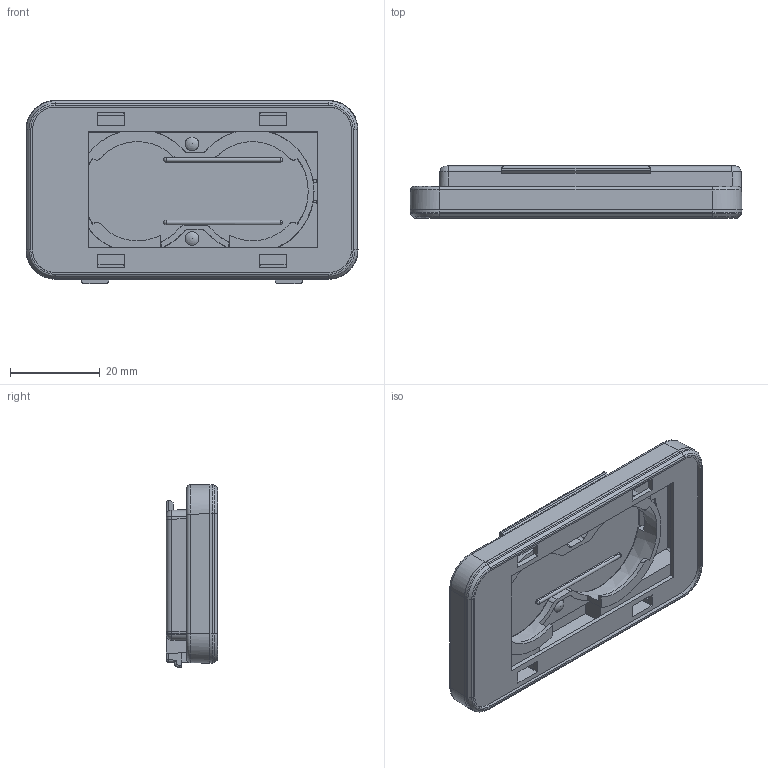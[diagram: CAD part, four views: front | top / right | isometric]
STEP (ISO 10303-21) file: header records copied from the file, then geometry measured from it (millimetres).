
FILE_DESCRIPTION (( 'STEP AP214' ), '1' );
FILE_NAME ('213_asm_5.stp', '2020-10-29T08:32:43', ( '微软用户' ), ( '微软中国' ), 'SwSTEP 2.0', 'SolidWorks 2019', '' );
FILE_SCHEMA (( 'AUTOMOTIVE_DESIGN' ));
Length unit declared in the file: millimetre
Products named in the file (5): 1-a_1.prt; 213_asm_5; 1-c_1.prt; 1-b_1.prt; 213_asm_5.asm
Assembly tree (4 placements, depth 3):
  213_asm_5
    213_asm_5.asm
      1-b_1.prt
      1-a_1.prt
      1-c_1.prt
Bounding box: 74.04 x 11.56 x 40.84 mm (x, y, z)
Volume: 10730.2 mm3; surface area: 17803.7 mm2
Topology: 3 solids, 3 shells, 563 faces, 1512 edges, 972 vertices
Faces by surface type: plane 365, cylinder 123, torus 33, cone 18, bspline 15, sphere 9
Entity records: 23175 total; most frequent: CARTESIAN_POINT 7502, ORIENTED_EDGE 3006, DIRECTION 2325, EDGE_CURVE 1503, LINE 1017, VECTOR 1017, VERTEX_POINT 968, AXIS2_PLACEMENT_3D 654
